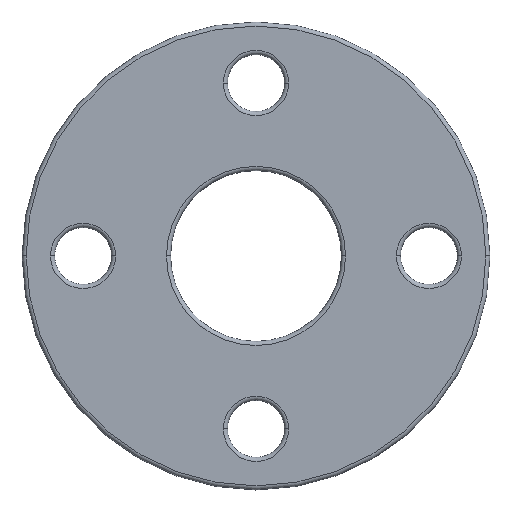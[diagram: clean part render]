
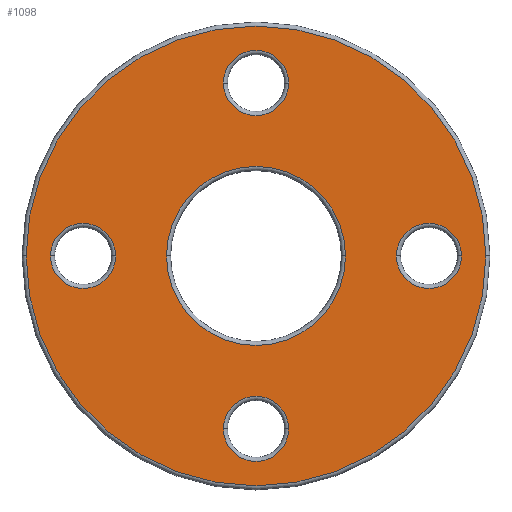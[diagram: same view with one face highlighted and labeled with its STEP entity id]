
A CAD part, top view. The second image highlights one B-rep face of the part: STEP entity #1098.
In plain terms, the highlighted planar face has unit normal (0, 0, 1).
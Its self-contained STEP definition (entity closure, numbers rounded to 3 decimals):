
#4 = CIRCLE ( 'NONE', #21, 8. ) ;
#21 = AXIS2_PLACEMENT_3D ( 'NONE', #186, #553, #456 ) ;
#24 = AXIS2_PLACEMENT_3D ( 'NONE', #160, #682, #1041 ) ;
#32 = CARTESIAN_POINT ( 'NONE',  ( 42.5, 0., 16. ) ) ;
#42 = CARTESIAN_POINT ( 'NONE',  ( 42.5, 0., 16. ) ) ;
#45 = FACE_BOUND ( 'NONE', #428, .T. ) ;
#50 = VERTEX_POINT ( 'NONE', #928 ) ;
#67 = FACE_BOUND ( 'NONE', #296, .T. ) ;
#83 = ORIENTED_EDGE ( 'NONE', *, *, #1164, .T. ) ;
#90 = DIRECTION ( 'NONE',  ( 1., 0., 0. ) ) ;
#97 = AXIS2_PLACEMENT_3D ( 'NONE', #1078, #634, #709 ) ;
#99 = CARTESIAN_POINT ( 'NONE',  ( -22., 0., 16. ) ) ;
#109 = ORIENTED_EDGE ( 'NONE', *, *, #638, .T. ) ;
#111 = CIRCLE ( 'NONE', #662, 56.5 ) ;
#122 = ORIENTED_EDGE ( 'NONE', *, *, #480, .T. ) ;
#131 = AXIS2_PLACEMENT_3D ( 'NONE', #939, #392, #1031 ) ;
#133 = CARTESIAN_POINT ( 'NONE',  ( 0., -42.5, 16. ) ) ;
#140 = CARTESIAN_POINT ( 'NONE',  ( -50.5, 0., 16. ) ) ;
#144 = EDGE_CURVE ( 'NONE', #942, #686, #588, .T. ) ;
#151 = CARTESIAN_POINT ( 'NONE',  ( 22., 0., 16. ) ) ;
#154 = CARTESIAN_POINT ( 'NONE',  ( 34.5, 0., 16. ) ) ;
#160 = CARTESIAN_POINT ( 'NONE',  ( 0., 0., 16. ) ) ;
#180 = VERTEX_POINT ( 'NONE', #598 ) ;
#184 = EDGE_LOOP ( 'NONE', ( #210, #267 ) ) ;
#186 = CARTESIAN_POINT ( 'NONE',  ( 0., 42.5, 16. ) ) ;
#191 = AXIS2_PLACEMENT_3D ( 'NONE', #133, #242, #219 ) ;
#206 = CIRCLE ( 'NONE', #265, 8. ) ;
#210 = ORIENTED_EDGE ( 'NONE', *, *, #144, .T. ) ;
#213 = CARTESIAN_POINT ( 'NONE',  ( -56.5, 0., 16. ) ) ;
#214 = EDGE_CURVE ( 'NONE', #1001, #936, #377, .T. ) ;
#219 = DIRECTION ( 'NONE',  ( 1., 0., 0. ) ) ;
#229 = DIRECTION ( 'NONE',  ( 1., 0., 0. ) ) ;
#235 = CARTESIAN_POINT ( 'NONE',  ( 50.5, 0., 16. ) ) ;
#242 = DIRECTION ( 'NONE',  ( 0., 0., -1. ) ) ;
#244 = FACE_OUTER_BOUND ( 'NONE', #1083, .T. ) ;
#265 = AXIS2_PLACEMENT_3D ( 'NONE', #367, #360, #644 ) ;
#267 = ORIENTED_EDGE ( 'NONE', *, *, #430, .T. ) ;
#272 = CARTESIAN_POINT ( 'NONE',  ( 0., 42.5, 16. ) ) ;
#285 = CARTESIAN_POINT ( 'NONE',  ( 0., 0., 16. ) ) ;
#288 = CARTESIAN_POINT ( 'NONE',  ( -8., 42.5, 16. ) ) ;
#291 = DIRECTION ( 'NONE',  ( 1., 0., 0. ) ) ;
#296 = EDGE_LOOP ( 'NONE', ( #357, #83 ) ) ;
#310 = DIRECTION ( 'NONE',  ( 0., 0., -1. ) ) ;
#327 = VERTEX_POINT ( 'NONE', #1079 ) ;
#328 = CARTESIAN_POINT ( 'NONE',  ( 8., -42.5, 16. ) ) ;
#345 = CIRCLE ( 'NONE', #191, 8. ) ;
#357 = ORIENTED_EDGE ( 'NONE', *, *, #762, .T. ) ;
#360 = DIRECTION ( 'NONE',  ( 0., 0., -1. ) ) ;
#367 = CARTESIAN_POINT ( 'NONE',  ( -42.5, 0., 16. ) ) ;
#377 = CIRCLE ( 'NONE', #852, 8. ) ;
#391 = DIRECTION ( 'NONE',  ( 0., 0., -1. ) ) ;
#392 = DIRECTION ( 'NONE',  ( 0., 0., -1. ) ) ;
#404 = FACE_BOUND ( 'NONE', #184, .T. ) ;
#416 = CIRCLE ( 'NONE', #608, 56.5 ) ;
#428 = EDGE_LOOP ( 'NONE', ( #109, #433 ) ) ;
#430 = EDGE_CURVE ( 'NONE', #686, #942, #1036, .T. ) ;
#433 = ORIENTED_EDGE ( 'NONE', *, *, #687, .T. ) ;
#444 = DIRECTION ( 'NONE',  ( 1., 0., 0. ) ) ;
#448 = DIRECTION ( 'NONE',  ( 0., 0., -1. ) ) ;
#451 = EDGE_LOOP ( 'NONE', ( #837, #904 ) ) ;
#454 = CARTESIAN_POINT ( 'NONE',  ( 56.5, 0., 16. ) ) ;
#456 = DIRECTION ( 'NONE',  ( 1., 0., 0. ) ) ;
#464 = EDGE_CURVE ( 'NONE', #890, #50, #4, .T. ) ;
#473 = AXIS2_PLACEMENT_3D ( 'NONE', #272, #714, #551 ) ;
#480 = EDGE_CURVE ( 'NONE', #733, #529, #111, .T. ) ;
#529 = VERTEX_POINT ( 'NONE', #213 ) ;
#551 = DIRECTION ( 'NONE',  ( 1., 0., 0. ) ) ;
#553 = DIRECTION ( 'NONE',  ( 0., 0., -1. ) ) ;
#560 = DIRECTION ( 'NONE',  ( 1., 0., 0. ) ) ;
#588 = CIRCLE ( 'NONE', #131, 22. ) ;
#590 = AXIS2_PLACEMENT_3D ( 'NONE', #999, #448, #444 ) ;
#598 = CARTESIAN_POINT ( 'NONE',  ( -8., -42.5, 16. ) ) ;
#608 = AXIS2_PLACEMENT_3D ( 'NONE', #659, #1023, #291 ) ;
#612 = FACE_BOUND ( 'NONE', #451, .T. ) ;
#625 = EDGE_CURVE ( 'NONE', #936, #1001, #853, .T. ) ;
#632 = EDGE_LOOP ( 'NONE', ( #1021, #1124 ) ) ;
#634 = DIRECTION ( 'NONE',  ( 0., 0., -1. ) ) ;
#638 = EDGE_CURVE ( 'NONE', #327, #1027, #800, .T. ) ;
#644 = DIRECTION ( 'NONE',  ( 1., 0., 0. ) ) ;
#659 = CARTESIAN_POINT ( 'NONE',  ( 0., 0., 16. ) ) ;
#662 = AXIS2_PLACEMENT_3D ( 'NONE', #1094, #997, #560 ) ;
#671 = DIRECTION ( 'NONE',  ( 1., 0., 0. ) ) ;
#682 = DIRECTION ( 'NONE',  ( 0., 0., 1. ) ) ;
#686 = VERTEX_POINT ( 'NONE', #99 ) ;
#687 = EDGE_CURVE ( 'NONE', #1027, #327, #206, .T. ) ;
#700 = AXIS2_PLACEMENT_3D ( 'NONE', #32, #391, #671 ) ;
#709 = DIRECTION ( 'NONE',  ( 1., 0., 0. ) ) ;
#714 = DIRECTION ( 'NONE',  ( 0., 0., -1. ) ) ;
#721 = CIRCLE ( 'NONE', #97, 8. ) ;
#733 = VERTEX_POINT ( 'NONE', #454 ) ;
#739 = EDGE_CURVE ( 'NONE', #50, #890, #1019, .T. ) ;
#762 = EDGE_CURVE ( 'NONE', #998, #180, #721, .T. ) ;
#771 = PLANE ( 'NONE',  #24 ) ;
#800 = CIRCLE ( 'NONE', #590, 8. ) ;
#837 = ORIENTED_EDGE ( 'NONE', *, *, #739, .T. ) ;
#852 = AXIS2_PLACEMENT_3D ( 'NONE', #42, #310, #229 ) ;
#853 = CIRCLE ( 'NONE', #700, 8. ) ;
#885 = EDGE_CURVE ( 'NONE', #529, #733, #416, .T. ) ;
#890 = VERTEX_POINT ( 'NONE', #288 ) ;
#904 = ORIENTED_EDGE ( 'NONE', *, *, #464, .T. ) ;
#928 = CARTESIAN_POINT ( 'NONE',  ( 8., 42.5, 16. ) ) ;
#936 = VERTEX_POINT ( 'NONE', #235 ) ;
#939 = CARTESIAN_POINT ( 'NONE',  ( 0., 0., 16. ) ) ;
#942 = VERTEX_POINT ( 'NONE', #151 ) ;
#979 = ORIENTED_EDGE ( 'NONE', *, *, #885, .T. ) ;
#997 = DIRECTION ( 'NONE',  ( 0., 0., 1. ) ) ;
#998 = VERTEX_POINT ( 'NONE', #328 ) ;
#999 = CARTESIAN_POINT ( 'NONE',  ( -42.5, 0., 16. ) ) ;
#1001 = VERTEX_POINT ( 'NONE', #154 ) ;
#1019 = CIRCLE ( 'NONE', #473, 8. ) ;
#1021 = ORIENTED_EDGE ( 'NONE', *, *, #625, .T. ) ;
#1023 = DIRECTION ( 'NONE',  ( 0., 0., 1. ) ) ;
#1027 = VERTEX_POINT ( 'NONE', #140 ) ;
#1031 = DIRECTION ( 'NONE',  ( 1., 0., 0. ) ) ;
#1036 = CIRCLE ( 'NONE', #1108, 22. ) ;
#1041 = DIRECTION ( 'NONE',  ( 1., 0., 0. ) ) ;
#1078 = CARTESIAN_POINT ( 'NONE',  ( 0., -42.5, 16. ) ) ;
#1079 = CARTESIAN_POINT ( 'NONE',  ( -34.5, 0., 16. ) ) ;
#1082 = DIRECTION ( 'NONE',  ( 0., 0., -1. ) ) ;
#1083 = EDGE_LOOP ( 'NONE', ( #122, #979 ) ) ;
#1094 = CARTESIAN_POINT ( 'NONE',  ( 0., 0., 16. ) ) ;
#1098 = ADVANCED_FACE ( 'NONE', ( #45, #1143, #404, #244, #612, #67 ), #771, .T. ) ;
#1108 = AXIS2_PLACEMENT_3D ( 'NONE', #285, #1082, #90 ) ;
#1124 = ORIENTED_EDGE ( 'NONE', *, *, #214, .T. ) ;
#1143 = FACE_BOUND ( 'NONE', #632, .T. ) ;
#1164 = EDGE_CURVE ( 'NONE', #180, #998, #345, .T. ) ;
